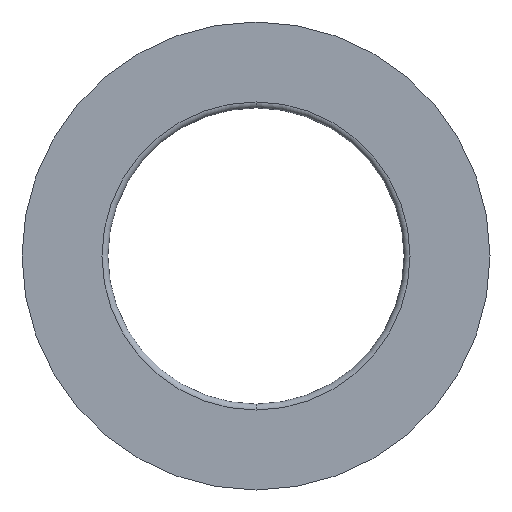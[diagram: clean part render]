
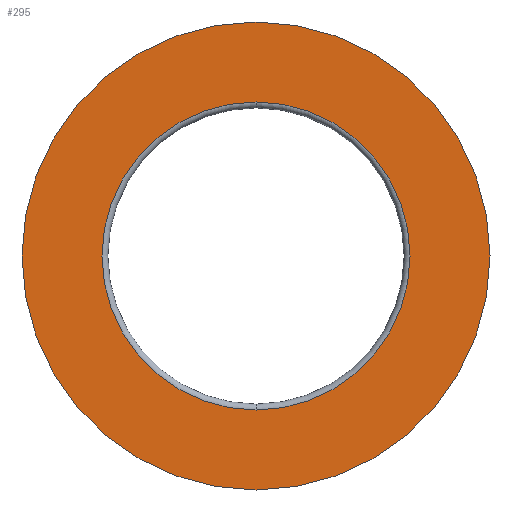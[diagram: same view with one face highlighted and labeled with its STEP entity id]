
A CAD part, front view. The second image highlights one B-rep face of the part: STEP entity #295.
In plain terms, the highlighted planar face has unit normal (0, -1, 0).
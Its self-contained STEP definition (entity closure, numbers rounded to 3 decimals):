
#6 = ORIENTED_EDGE ( 'NONE', *, *, #25, .F. ) ;
#17 = AXIS2_PLACEMENT_3D ( 'NONE', #135, #268, #286 ) ;
#25 = EDGE_CURVE ( 'NONE', #189, #81, #70, .T. ) ;
#28 = CIRCLE ( 'NONE', #427, 79. ) ;
#47 = ORIENTED_EDGE ( 'NONE', *, *, #133, .F. ) ;
#54 = DIRECTION ( 'NONE',  ( 0., 0., 1. ) ) ;
#68 = DIRECTION ( 'NONE',  ( 0., 1., 0. ) ) ;
#70 = CIRCLE ( 'NONE', #237, 79. ) ;
#76 = FACE_OUTER_BOUND ( 'NONE', #424, .T. ) ;
#81 = VERTEX_POINT ( 'NONE', #396 ) ;
#86 = ORIENTED_EDGE ( 'NONE', *, *, #353, .T. ) ;
#88 = DIRECTION ( 'NONE',  ( 0., 1., 0. ) ) ;
#99 = DIRECTION ( 'NONE',  ( 0., 0., 1. ) ) ;
#101 = CARTESIAN_POINT ( 'NONE',  ( 0., 0., 0. ) ) ;
#120 = DIRECTION ( 'NONE',  ( 0., 0., -1. ) ) ;
#133 = EDGE_CURVE ( 'NONE', #81, #189, #28, .T. ) ;
#135 = CARTESIAN_POINT ( 'NONE',  ( 0., 0., 0. ) ) ;
#152 = AXIS2_PLACEMENT_3D ( 'NONE', #251, #88, #54 ) ;
#182 = VERTEX_POINT ( 'NONE', #399 ) ;
#189 = VERTEX_POINT ( 'NONE', #357 ) ;
#206 = CIRCLE ( 'NONE', #17, 52. ) ;
#221 = AXIS2_PLACEMENT_3D ( 'NONE', #407, #338, #120 ) ;
#225 = ORIENTED_EDGE ( 'NONE', *, *, #323, .T. ) ;
#234 = DIRECTION ( 'NONE',  ( 0., 0., 1. ) ) ;
#236 = FACE_BOUND ( 'NONE', #426, .T. ) ;
#237 = AXIS2_PLACEMENT_3D ( 'NONE', #101, #68, #99 ) ;
#251 = CARTESIAN_POINT ( 'NONE',  ( 0., 0., 0. ) ) ;
#255 = VERTEX_POINT ( 'NONE', #347 ) ;
#268 = DIRECTION ( 'NONE',  ( 0., 1., 0. ) ) ;
#284 = PLANE ( 'NONE',  #221 ) ;
#286 = DIRECTION ( 'NONE',  ( 0., 0., 1. ) ) ;
#295 = ADVANCED_FACE ( 'NONE', ( #236, #76 ), #284, .T. ) ;
#301 = CARTESIAN_POINT ( 'NONE',  ( 0., 0., 0. ) ) ;
#323 = EDGE_CURVE ( 'NONE', #255, #182, #395, .T. ) ;
#338 = DIRECTION ( 'NONE',  ( 0., -1., 0. ) ) ;
#347 = CARTESIAN_POINT ( 'NONE',  ( 0., 0., -52. ) ) ;
#353 = EDGE_CURVE ( 'NONE', #182, #255, #206, .T. ) ;
#357 = CARTESIAN_POINT ( 'NONE',  ( 0., 0., 79. ) ) ;
#359 = DIRECTION ( 'NONE',  ( 0., 1., 0. ) ) ;
#395 = CIRCLE ( 'NONE', #152, 52. ) ;
#396 = CARTESIAN_POINT ( 'NONE',  ( 0., 0., -79. ) ) ;
#399 = CARTESIAN_POINT ( 'NONE',  ( 0., 0., 52. ) ) ;
#407 = CARTESIAN_POINT ( 'NONE',  ( -79., 0., 0. ) ) ;
#424 = EDGE_LOOP ( 'NONE', ( #6, #47 ) ) ;
#426 = EDGE_LOOP ( 'NONE', ( #86, #225 ) ) ;
#427 = AXIS2_PLACEMENT_3D ( 'NONE', #301, #359, #234 ) ;
